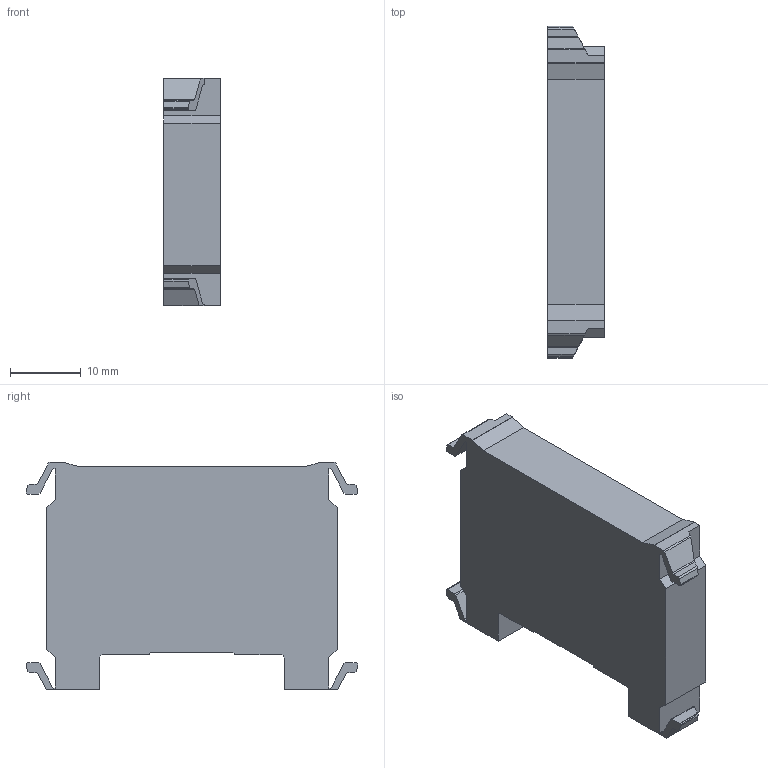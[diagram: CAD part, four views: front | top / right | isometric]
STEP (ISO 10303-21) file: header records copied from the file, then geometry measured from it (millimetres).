
FILE_DESCRIPTION((''),'2;1');
FILE_NAME('3d_11G218.stp','2012-10-03T13:27:59',(''),(''),'Mechanical Desktop 2011','Mechanical Desktop 2011',', , ');
FILE_SCHEMA(('CONFIG_CONTROL_DESIGN'));
Length unit declared in the file: millimetre
Products named in the file (1): Product
Bounding box: 8 x 46.87 x 32.19 mm (x, y, z)
Volume: 9202.3 mm3; surface area: 3778.9 mm2
Topology: 1 solids, 1 shells, 99 faces, 291 edges, 194 vertices
Faces by surface type: plane 97, bspline 2
Entity records: 3320 total; most frequent: CARTESIAN_POINT 591, ORIENTED_EDGE 582, DIRECTION 487, VECTOR 291, LINE 291, EDGE_CURVE 291, VERTEX_POINT 194, EDGE_LOOP 99
